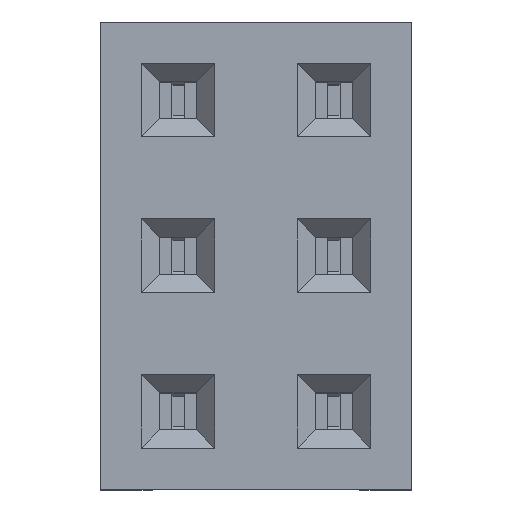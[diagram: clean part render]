
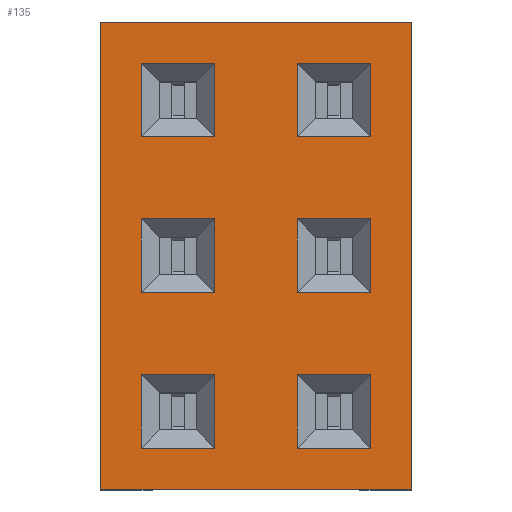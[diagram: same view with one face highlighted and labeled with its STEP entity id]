
A CAD part, top view. The second image highlights one B-rep face of the part: STEP entity #135.
In plain terms, the highlighted planar face has unit normal (0, 0, 1).
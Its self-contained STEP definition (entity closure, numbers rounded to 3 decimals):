
#24=VERTEX_POINT('',#25);
#25=CARTESIAN_POINT('',(1.27,-6.35,7.));
#29=EDGE_CURVE('',#24,#30,#32,.T.);
#30=VERTEX_POINT('',#31);
#31=CARTESIAN_POINT('',(1.27,1.27,7.));
#32=LINE('',#25,#33);
#33=VECTOR('',#34,1.);
#34=DIRECTION('',(0.,1.,0.));
#45=DIRECTION('',(-1.,0.,0.));
#56=VECTOR('',#57,1.);
#57=DIRECTION('',(1.,0.,0.));
#60=VERTEX_POINT('',#61);
#61=CARTESIAN_POINT('',(-3.81,-6.35,7.));
#64=EDGE_CURVE('',#60,#24,#65,.T.);
#65=LINE('',#61,#56);
#94=VECTOR('',#45,1.);
#97=EDGE_CURVE('',#30,#98,#100,.T.);
#98=VERTEX_POINT('',#99);
#99=CARTESIAN_POINT('',(-3.81,1.27,7.));
#100=LINE('',#31,#94);
#125=DIRECTION('',(0.,-1.,0.));
#134=DIRECTION('',(0.,0.,-1.));
#135=ADVANCED_FACE('',(#136,#145,#167,#197,#219,#241,#263),#285,.F.);
#136=FACE_BOUND('',#137,.F.);
#137=EDGE_LOOP('',(#138,#139,#140,#144));
#138=ORIENTED_EDGE('',*,*,#29,.F.);
#139=ORIENTED_EDGE('',*,*,#64,.F.);
#140=ORIENTED_EDGE('',*,*,#141,.F.);
#141=EDGE_CURVE('',#98,#60,#142,.T.);
#142=LINE('',#99,#143);
#143=VECTOR('',#125,1.);
#144=ORIENTED_EDGE('',*,*,#97,.F.);
#145=FACE_BOUND('',#146,.F.);
#146=EDGE_LOOP('',(#147,#154,#159,#164));
#147=ORIENTED_EDGE('',*,*,#148,.T.);
#148=EDGE_CURVE('',#149,#151,#153,.T.);
#149=VERTEX_POINT('',#150);
#150=CARTESIAN_POINT('',(-1.94,-5.68,7.));
#151=VERTEX_POINT('',#152);
#152=CARTESIAN_POINT('',(-1.94,-4.48,7.));
#153=LINE('',#150,#33);
#154=ORIENTED_EDGE('',*,*,#155,.T.);
#155=EDGE_CURVE('',#151,#156,#158,.T.);
#156=VERTEX_POINT('',#157);
#157=CARTESIAN_POINT('',(-3.14,-4.48,7.));
#158=LINE('',#152,#94);
#159=ORIENTED_EDGE('',*,*,#160,.T.);
#160=EDGE_CURVE('',#156,#161,#163,.T.);
#161=VERTEX_POINT('',#162);
#162=CARTESIAN_POINT('',(-3.14,-5.68,7.));
#163=LINE('',#157,#143);
#164=ORIENTED_EDGE('',*,*,#165,.T.);
#165=EDGE_CURVE('',#161,#149,#166,.T.);
#166=LINE('',#162,#56);
#167=FACE_BOUND('',#168,.F.);
#168=EDGE_LOOP('',(#169,#178,#185,#192));
#169=ORIENTED_EDGE('',*,*,#170,.T.);
#170=EDGE_CURVE('',#171,#173,#175,.T.);
#171=VERTEX_POINT('',#172);
#172=CARTESIAN_POINT('',(-0.6,-4.48,7.));
#173=VERTEX_POINT('',#174);
#174=CARTESIAN_POINT('',(-0.6,-5.68,7.));
#175=LINE('',#172,#176);
#176=VECTOR('',#177,1.);
#177=DIRECTION('',(0.,-1.,0.));
#178=ORIENTED_EDGE('',*,*,#179,.T.);
#179=EDGE_CURVE('',#173,#180,#182,.T.);
#180=VERTEX_POINT('',#181);
#181=CARTESIAN_POINT('',(0.6,-5.68,7.));
#182=LINE('',#174,#183);
#183=VECTOR('',#184,1.);
#184=DIRECTION('',(1.,0.,0.));
#185=ORIENTED_EDGE('',*,*,#186,.T.);
#186=EDGE_CURVE('',#180,#187,#189,.T.);
#187=VERTEX_POINT('',#188);
#188=CARTESIAN_POINT('',(0.6,-4.48,7.));
#189=LINE('',#181,#190);
#190=VECTOR('',#191,1.);
#191=DIRECTION('',(0.,1.,0.));
#192=ORIENTED_EDGE('',*,*,#193,.T.);
#193=EDGE_CURVE('',#187,#171,#194,.T.);
#194=LINE('',#188,#195);
#195=VECTOR('',#196,1.);
#196=DIRECTION('',(-1.,0.,0.));
#197=FACE_BOUND('',#198,.F.);
#198=EDGE_LOOP('',(#199,#206,#211,#216));
#199=ORIENTED_EDGE('',*,*,#200,.T.);
#200=EDGE_CURVE('',#201,#203,#205,.T.);
#201=VERTEX_POINT('',#202);
#202=CARTESIAN_POINT('',(-0.6,-1.94,7.));
#203=VERTEX_POINT('',#204);
#204=CARTESIAN_POINT('',(-0.6,-3.14,7.));
#205=LINE('',#202,#176);
#206=ORIENTED_EDGE('',*,*,#207,.T.);
#207=EDGE_CURVE('',#203,#208,#210,.T.);
#208=VERTEX_POINT('',#209);
#209=CARTESIAN_POINT('',(0.6,-3.14,7.));
#210=LINE('',#204,#183);
#211=ORIENTED_EDGE('',*,*,#212,.T.);
#212=EDGE_CURVE('',#208,#213,#215,.T.);
#213=VERTEX_POINT('',#214);
#214=CARTESIAN_POINT('',(0.6,-1.94,7.));
#215=LINE('',#209,#190);
#216=ORIENTED_EDGE('',*,*,#217,.T.);
#217=EDGE_CURVE('',#213,#201,#218,.T.);
#218=LINE('',#214,#195);
#219=FACE_BOUND('',#220,.F.);
#220=EDGE_LOOP('',(#221,#228,#233,#238));
#221=ORIENTED_EDGE('',*,*,#222,.T.);
#222=EDGE_CURVE('',#223,#225,#227,.T.);
#223=VERTEX_POINT('',#224);
#224=CARTESIAN_POINT('',(-3.14,-1.94,7.));
#225=VERTEX_POINT('',#226);
#226=CARTESIAN_POINT('',(-3.14,-3.14,7.));
#227=LINE('',#224,#143);
#228=ORIENTED_EDGE('',*,*,#229,.T.);
#229=EDGE_CURVE('',#225,#230,#232,.T.);
#230=VERTEX_POINT('',#231);
#231=CARTESIAN_POINT('',(-1.94,-3.14,7.));
#232=LINE('',#226,#56);
#233=ORIENTED_EDGE('',*,*,#234,.T.);
#234=EDGE_CURVE('',#230,#235,#237,.T.);
#235=VERTEX_POINT('',#236);
#236=CARTESIAN_POINT('',(-1.94,-1.94,7.));
#237=LINE('',#231,#33);
#238=ORIENTED_EDGE('',*,*,#239,.T.);
#239=EDGE_CURVE('',#235,#223,#240,.T.);
#240=LINE('',#236,#94);
#241=FACE_BOUND('',#242,.F.);
#242=EDGE_LOOP('',(#243,#250,#255,#260));
#243=ORIENTED_EDGE('',*,*,#244,.T.);
#244=EDGE_CURVE('',#245,#247,#249,.T.);
#245=VERTEX_POINT('',#246);
#246=CARTESIAN_POINT('',(-3.14,-0.6,7.));
#247=VERTEX_POINT('',#248);
#248=CARTESIAN_POINT('',(-1.94,-0.6,7.));
#249=LINE('',#246,#56);
#250=ORIENTED_EDGE('',*,*,#251,.T.);
#251=EDGE_CURVE('',#247,#252,#254,.T.);
#252=VERTEX_POINT('',#253);
#253=CARTESIAN_POINT('',(-1.94,0.6,7.));
#254=LINE('',#248,#33);
#255=ORIENTED_EDGE('',*,*,#256,.T.);
#256=EDGE_CURVE('',#252,#257,#259,.T.);
#257=VERTEX_POINT('',#258);
#258=CARTESIAN_POINT('',(-3.14,0.6,7.));
#259=LINE('',#253,#94);
#260=ORIENTED_EDGE('',*,*,#261,.T.);
#261=EDGE_CURVE('',#257,#245,#262,.T.);
#262=LINE('',#258,#143);
#263=FACE_BOUND('',#264,.F.);
#264=EDGE_LOOP('',(#265,#272,#277,#282));
#265=ORIENTED_EDGE('',*,*,#266,.T.);
#266=EDGE_CURVE('',#267,#269,#271,.T.);
#267=VERTEX_POINT('',#268);
#268=CARTESIAN_POINT('',(0.6,0.6,7.));
#269=VERTEX_POINT('',#270);
#270=CARTESIAN_POINT('',(-0.6,0.6,7.));
#271=LINE('',#268,#195);
#272=ORIENTED_EDGE('',*,*,#273,.T.);
#273=EDGE_CURVE('',#269,#274,#276,.T.);
#274=VERTEX_POINT('',#275);
#275=CARTESIAN_POINT('',(-0.6,-0.6,7.));
#276=LINE('',#270,#176);
#277=ORIENTED_EDGE('',*,*,#278,.T.);
#278=EDGE_CURVE('',#274,#279,#281,.T.);
#279=VERTEX_POINT('',#280);
#280=CARTESIAN_POINT('',(0.6,-0.6,7.));
#281=LINE('',#275,#183);
#282=ORIENTED_EDGE('',*,*,#283,.T.);
#283=EDGE_CURVE('',#279,#267,#284,.T.);
#284=LINE('',#280,#190);
#285=PLANE('',#286);
#286=AXIS2_PLACEMENT_3D('',#25,#134,#125);
